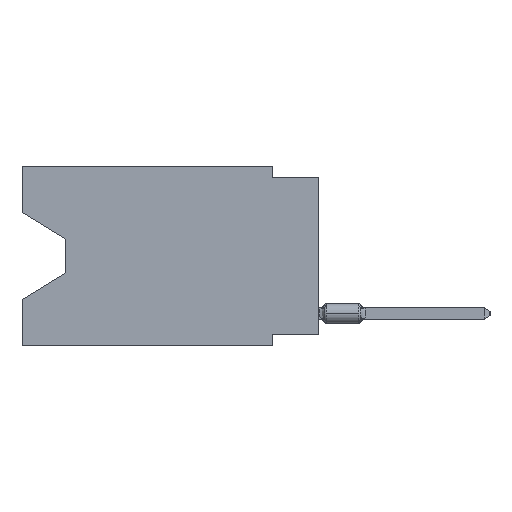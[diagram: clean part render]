
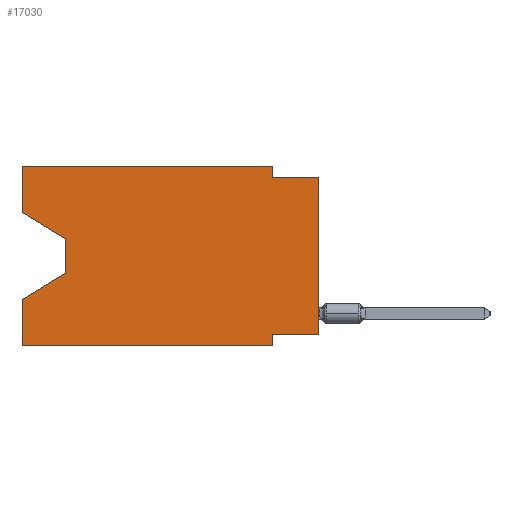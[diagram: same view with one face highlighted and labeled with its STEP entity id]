
A CAD part, left-side view. The second image highlights one B-rep face of the part: STEP entity #17030.
In plain terms, the highlighted planar face has unit normal (-1, 0, 0).
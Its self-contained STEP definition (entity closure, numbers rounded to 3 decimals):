
#143 = CARTESIAN_POINT ( 'NONE',  ( 0., 0., -9.271 ) ) ;
#155 = ORIENTED_EDGE ( 'NONE', *, *, #28084, .F. ) ;
#176 = LINE ( 'NONE', #12988, #22740 ) ;
#825 = CARTESIAN_POINT ( 'NONE',  ( 0., 16.383, -7.36 ) ) ;
#1066 = VECTOR ( 'NONE', #29910, 1000. ) ;
#1786 = VERTEX_POINT ( 'NONE', #27747 ) ;
#1828 = DIRECTION ( 'NONE',  ( 0., -1., 0. ) ) ;
#2093 = DIRECTION ( 'NONE',  ( 0., 1., 0. ) ) ;
#2634 = ORIENTED_EDGE ( 'NONE', *, *, #39562, .T. ) ;
#3328 = DIRECTION ( 'NONE',  ( 0., 0., -1. ) ) ;
#4125 = EDGE_CURVE ( 'NONE', #12020, #33069, #28369, .T. ) ;
#4267 = CARTESIAN_POINT ( 'NONE',  ( 0., 16.383, 0. ) ) ;
#4341 = CARTESIAN_POINT ( 'NONE',  ( 0., 2.54, -9.271 ) ) ;
#4643 = LINE ( 'NONE', #40585, #28593 ) ;
#4786 = VECTOR ( 'NONE', #23483, 1000. ) ;
#5399 = VERTEX_POINT ( 'NONE', #22611 ) ;
#6303 = VERTEX_POINT ( 'NONE', #19967 ) ;
#7131 = DIRECTION ( 'NONE',  ( 0., -1., 0. ) ) ;
#7136 = DIRECTION ( 'NONE',  ( 0., 0., -1. ) ) ;
#7423 = LINE ( 'NONE', #4267, #1066 ) ;
#7934 = CARTESIAN_POINT ( 'NONE',  ( 0., 16.383, 0. ) ) ;
#8109 = VECTOR ( 'NONE', #1828, 1000. ) ;
#8272 = DIRECTION ( 'NONE',  ( 0., 0., 1. ) ) ;
#8555 = CARTESIAN_POINT ( 'NONE',  ( 0., 0., -0.635 ) ) ;
#9179 = EDGE_CURVE ( 'NONE', #13925, #20033, #29166, .T. ) ;
#9386 = DIRECTION ( 'NONE',  ( 0., 0., -1. ) ) ;
#9591 = DIRECTION ( 'NONE',  ( 1., 0., 0. ) ) ;
#10946 = EDGE_LOOP ( 'NONE', ( #2634, #34056, #15272, #155, #30254, #32714, #29658, #38677, #27064, #38228, #37560, #21137 ) ) ;
#11001 = VERTEX_POINT ( 'NONE', #15131 ) ;
#11084 = LINE ( 'NONE', #8555, #8109 ) ;
#11279 = EDGE_CURVE ( 'NONE', #1786, #11001, #16983, .T. ) ;
#11362 = DIRECTION ( 'NONE',  ( 0., 0.855, -0.519 ) ) ;
#12020 = VERTEX_POINT ( 'NONE', #33460 ) ;
#12124 = LINE ( 'NONE', #31876, #20168 ) ;
#12988 = CARTESIAN_POINT ( 'NONE',  ( 0., 16.383, -2.546 ) ) ;
#13925 = VERTEX_POINT ( 'NONE', #4341 ) ;
#14351 = EDGE_CURVE ( 'NONE', #33069, #5399, #29417, .T. ) ;
#14390 = VERTEX_POINT ( 'NONE', #825 ) ;
#15131 = CARTESIAN_POINT ( 'NONE',  ( 0., 13.97, -5.893 ) ) ;
#15272 = ORIENTED_EDGE ( 'NONE', *, *, #16526, .T. ) ;
#15608 = CARTESIAN_POINT ( 'NONE',  ( 0., 16.383, 0. ) ) ;
#15683 = DIRECTION ( 'NONE',  ( 0., -1., 0. ) ) ;
#16131 = VECTOR ( 'NONE', #7136, 1000. ) ;
#16146 = DIRECTION ( 'NONE',  ( 0., 0., 1. ) ) ;
#16526 = EDGE_CURVE ( 'NONE', #11001, #14390, #4643, .T. ) ;
#16753 = LINE ( 'NONE', #30011, #4786 ) ;
#16983 = LINE ( 'NONE', #35934, #16131 ) ;
#17030 = ADVANCED_FACE ( 'NONE', ( #35436 ), #25967, .F. ) ;
#17314 = EDGE_CURVE ( 'NONE', #23087, #37551, #30560, .T. ) ;
#17732 = VECTOR ( 'NONE', #8272, 1000. ) ;
#19746 = CARTESIAN_POINT ( 'NONE',  ( 0., 16.383, -9.906 ) ) ;
#19967 = CARTESIAN_POINT ( 'NONE',  ( 0., 2.54, -0.635 ) ) ;
#20033 = VERTEX_POINT ( 'NONE', #26612 ) ;
#20168 = VECTOR ( 'NONE', #15683, 1000. ) ;
#21137 = ORIENTED_EDGE ( 'NONE', *, *, #4125, .F. ) ;
#21635 = LINE ( 'NONE', #34477, #30262 ) ;
#22611 = CARTESIAN_POINT ( 'NONE',  ( 0., 2.54, 0. ) ) ;
#22740 = VECTOR ( 'NONE', #25828, 1000. ) ;
#22824 = EDGE_CURVE ( 'NONE', #6303, #37551, #11084, .T. ) ;
#23045 = VECTOR ( 'NONE', #7131, 1000. ) ;
#23087 = VERTEX_POINT ( 'NONE', #143 ) ;
#23483 = DIRECTION ( 'NONE',  ( 0., 0., -1. ) ) ;
#25431 = CARTESIAN_POINT ( 'NONE',  ( 0., 16.383, 0. ) ) ;
#25828 = DIRECTION ( 'NONE',  ( 0., -0.855, -0.519 ) ) ;
#25967 = PLANE ( 'NONE',  #35309 ) ;
#26612 = CARTESIAN_POINT ( 'NONE',  ( 0., 2.54, -9.906 ) ) ;
#27064 = ORIENTED_EDGE ( 'NONE', *, *, #22824, .F. ) ;
#27747 = CARTESIAN_POINT ( 'NONE',  ( 0., 13.97, -4.013 ) ) ;
#28084 = EDGE_CURVE ( 'NONE', #29758, #14390, #7423, .T. ) ;
#28369 = LINE ( 'NONE', #25431, #33247 ) ;
#28593 = VECTOR ( 'NONE', #11362, 1000. ) ;
#29166 = LINE ( 'NONE', #35685, #32119 ) ;
#29417 = LINE ( 'NONE', #15608, #23045 ) ;
#29658 = ORIENTED_EDGE ( 'NONE', *, *, #40558, .F. ) ;
#29758 = VERTEX_POINT ( 'NONE', #19746 ) ;
#29910 = DIRECTION ( 'NONE',  ( 0., 0., 1. ) ) ;
#30011 = CARTESIAN_POINT ( 'NONE',  ( 0., 2.54, 0. ) ) ;
#30254 = ORIENTED_EDGE ( 'NONE', *, *, #39986, .T. ) ;
#30262 = VECTOR ( 'NONE', #2093, 1000. ) ;
#30560 = LINE ( 'NONE', #30974, #17732 ) ;
#30974 = CARTESIAN_POINT ( 'NONE',  ( 0., 0., 0. ) ) ;
#31876 = CARTESIAN_POINT ( 'NONE',  ( 0., 16.383, -9.906 ) ) ;
#32119 = VECTOR ( 'NONE', #3328, 1000. ) ;
#32714 = ORIENTED_EDGE ( 'NONE', *, *, #9179, .F. ) ;
#33069 = VERTEX_POINT ( 'NONE', #7934 ) ;
#33247 = VECTOR ( 'NONE', #16146, 1000. ) ;
#33460 = CARTESIAN_POINT ( 'NONE',  ( 0., 16.383, -2.546 ) ) ;
#34056 = ORIENTED_EDGE ( 'NONE', *, *, #11279, .T. ) ;
#34477 = CARTESIAN_POINT ( 'NONE',  ( 0., 0., -9.271 ) ) ;
#34984 = CARTESIAN_POINT ( 'NONE',  ( 0., 0., -0.635 ) ) ;
#35309 = AXIS2_PLACEMENT_3D ( 'NONE', #38789, #9591, #9386 ) ;
#35436 = FACE_OUTER_BOUND ( 'NONE', #10946, .T. ) ;
#35685 = CARTESIAN_POINT ( 'NONE',  ( 0., 2.54, -9.906 ) ) ;
#35934 = CARTESIAN_POINT ( 'NONE',  ( 0., 13.97, -4.013 ) ) ;
#37551 = VERTEX_POINT ( 'NONE', #34984 ) ;
#37560 = ORIENTED_EDGE ( 'NONE', *, *, #14351, .F. ) ;
#38228 = ORIENTED_EDGE ( 'NONE', *, *, #40800, .F. ) ;
#38677 = ORIENTED_EDGE ( 'NONE', *, *, #17314, .T. ) ;
#38789 = CARTESIAN_POINT ( 'NONE',  ( 0., 16.383, 0. ) ) ;
#39562 = EDGE_CURVE ( 'NONE', #12020, #1786, #176, .T. ) ;
#39986 = EDGE_CURVE ( 'NONE', #29758, #20033, #12124, .T. ) ;
#40558 = EDGE_CURVE ( 'NONE', #23087, #13925, #21635, .T. ) ;
#40585 = CARTESIAN_POINT ( 'NONE',  ( 0., 13.97, -5.893 ) ) ;
#40800 = EDGE_CURVE ( 'NONE', #5399, #6303, #16753, .T. ) ;
